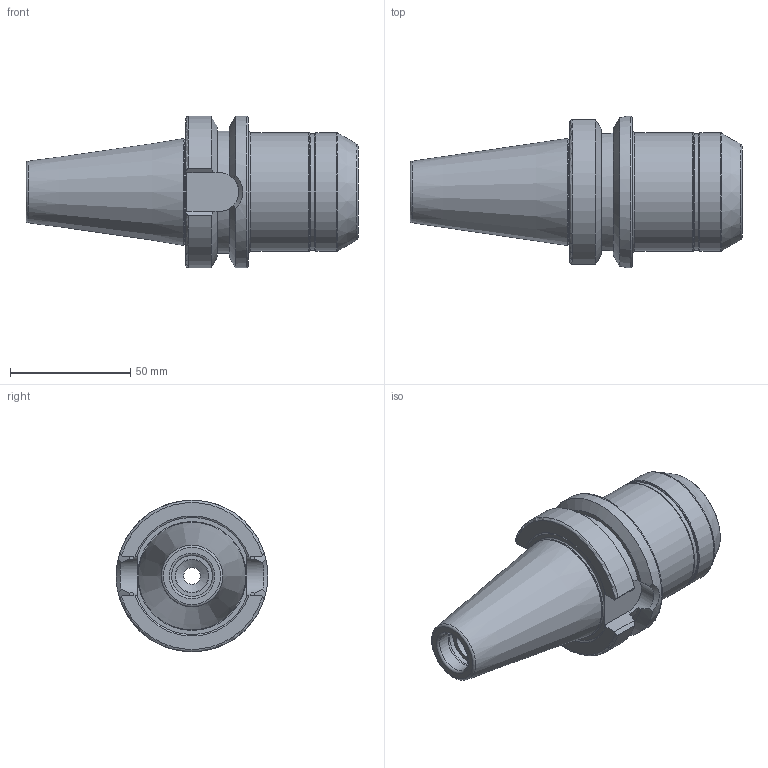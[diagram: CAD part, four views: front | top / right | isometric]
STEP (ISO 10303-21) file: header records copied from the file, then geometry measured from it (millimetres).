
FILE_DESCRIPTION(/* description */ (''),/* implementation_level */ '2;1');
FILE_NAME(/* name */ 'CBT40-HC19.05P-72.5.stp',/* time_stamp */ '2021-06-25T16:57:12+09:00',/* author */ ('eos'),/* organization */ (''),/* preprocessor_version */ 'ST-DEVELOPER v18.1',/* originating_system */ 'Autodesk Inventor 2020',/* authorisation */ '');
FILE_SCHEMA (('AUTOMOTIVE_DESIGN { 1 0 10303 214 3 1 1 }'));
Length unit declared in the file: millimetre
Products named in the file (1): CBT40
Bounding box: 137.9 x 63 x 63 mm (x, y, z)
Volume: 192458.4 mm3; surface area: 31506.8 mm2
Topology: 1 solids, 1 shells, 74 faces, 213 edges, 145 vertices
Faces by surface type: plane 24, cylinder 19, cone 15, torus 14, bspline 2
Full cylindrical faces by diameter (mm): 6.917 x1, 13.5 x1, 13.835 x1, 14 x1, 17 x1, 17.6 x1, 19.05 x1, 19.85 x1, 44 x1, 48.25 x1, 49.25 x2, 63 x1
Entity records: 2717 total; most frequent: CARTESIAN_POINT 686, DIRECTION 440, ORIENTED_EDGE 426, EDGE_CURVE 213, AXIS2_PLACEMENT_3D 187, VERTEX_POINT 145, CIRCLE 114, EDGE_LOOP 80
